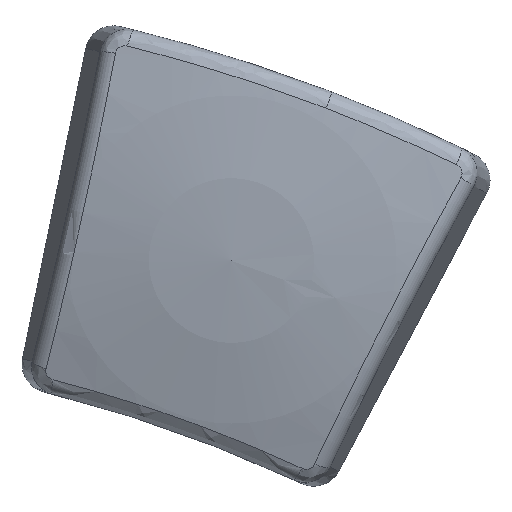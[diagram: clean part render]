
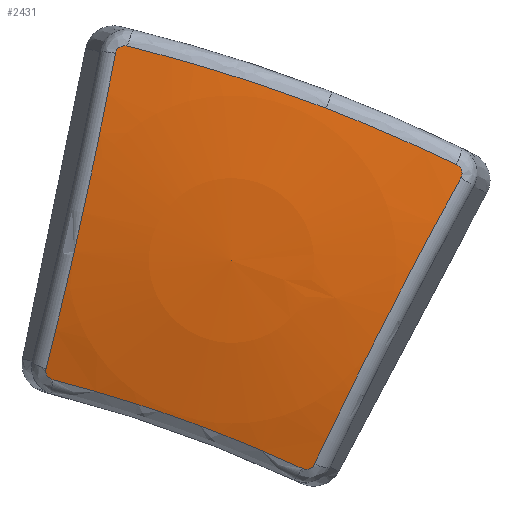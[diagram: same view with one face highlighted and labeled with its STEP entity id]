
A CAD part, top view. The second image highlights one B-rep face of the part: STEP entity #2431.
In plain terms, the highlighted spherical face has radius 52.511 mm.
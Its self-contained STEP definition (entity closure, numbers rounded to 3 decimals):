
#2285=CARTESIAN_POINT('',(96.718,-81.674,-44.056));
#2286=DIRECTION('',(-0.036,-0.098,0.995));
#2287=DIRECTION('',(0.94,-0.342,0.));
#2288=AXIS2_PLACEMENT_3D('',#2285,#2286,#2287);
#2289=SPHERICAL_SURFACE('',#2288,52.511);
#2290=CARTESIAN_POINT('',(94.839,-86.832,8.167));
#2291=VERTEX_POINT('',#2290);
#2292=CARTESIAN_POINT('',(103.146,-89.775,7.426));
#2293=VERTEX_POINT('',#2292);
#2294=CARTESIAN_POINT('',(96.718,-81.674,-44.056));
#2295=DIRECTION('',(0.34,0.934,0.105));
#2296=DIRECTION('',(0.94,-0.342,0.));
#2297=AXIS2_PLACEMENT_3D('',#2294,#2295,#2296);
#2298=CIRCLE('',#2297,52.511);
#2299=EDGE_CURVE('',#2291,#2293,#2298,.T.);
#2300=ORIENTED_EDGE('',*,*,#2299,.T.);
#2301=CARTESIAN_POINT('',(107.058,-82.419,7.421));
#2302=VERTEX_POINT('',#2301);
#2303=CARTESIAN_POINT('',(112.608,-90.123,-40.883));
#2304=DIRECTION('',(0.87,-0.462,0.174));
#2305=DIRECTION('',(-0.469,-0.883,0.));
#2306=AXIS2_PLACEMENT_3D('',#2303,#2304,#2305);
#2307=CIRCLE('',#2306,49.229);
#2308=EDGE_CURVE('',#2302,#2293,#2307,.T.);
#2309=ORIENTED_EDGE('',*,*,#2308,.F.);
#2310=CARTESIAN_POINT('',(106.813,-81.713,7.475));
#2311=VERTEX_POINT('',#2310);
#2312=CARTESIAN_POINT('',(106.813,-81.713,7.475));
#2313=CARTESIAN_POINT('',(106.937,-81.772,7.451));
#2314=CARTESIAN_POINT('',(107.039,-81.88,7.43));
#2315=CARTESIAN_POINT('',(107.088,-82.012,7.42));
#2316=CARTESIAN_POINT('',(107.112,-82.078,7.414));
#2317=CARTESIAN_POINT('',(107.122,-82.148,7.412));
#2318=CARTESIAN_POINT('',(107.117,-82.219,7.412));
#2319=CARTESIAN_POINT('',(107.112,-82.289,7.412));
#2320=CARTESIAN_POINT('',(107.092,-82.358,7.415));
#2321=CARTESIAN_POINT('',(107.058,-82.419,7.421));
#2322=B_SPLINE_CURVE_WITH_KNOTS('',3,(#2312,#2313,#2314,#2315,#2316,#2317,#2318,#2319,#2320,#2321),.UNSPECIFIED.,.F.,.F.,(4,3,3,4),(0.001,0.001,0.002,0.002),.UNSPECIFIED.);
#2323=EDGE_CURVE('',#2311,#2302,#2322,.T.);
#2324=ORIENTED_EDGE('',*,*,#2323,.F.);
#2325=CARTESIAN_POINT('',(99.879,-78.713,8.276));
#2326=VERTEX_POINT('',#2325);
#2327=CARTESIAN_POINT('',(99.879,-78.713,8.276));
#2328=CARTESIAN_POINT('',(102.23,-79.62,8.185));
#2329=CARTESIAN_POINT('',(104.543,-80.621,7.921));
#2330=CARTESIAN_POINT('',(106.813,-81.713,7.475));
#2331=B_SPLINE_CURVE_WITH_KNOTS('',3,(#2327,#2328,#2329,#2330),.UNSPECIFIED.,.F.,.F.,(4,4),(0.033,0.04),.UNSPECIFIED.);
#2332=EDGE_CURVE('',#2326,#2311,#2331,.T.);
#2333=ORIENTED_EDGE('',*,*,#2332,.F.);
#2334=CARTESIAN_POINT('',(89.309,-75.398,7.549));
#2335=VERTEX_POINT('',#2334);
#2336=CARTESIAN_POINT('',(89.309,-75.398,7.549));
#2337=CARTESIAN_POINT('',(91.101,-75.849,7.861));
#2338=CARTESIAN_POINT('',(92.88,-76.35,8.076));
#2339=CARTESIAN_POINT('',(94.641,-76.903,8.196));
#2340=CARTESIAN_POINT('',(96.403,-77.455,8.317));
#2341=CARTESIAN_POINT('',(98.149,-78.058,8.343));
#2342=CARTESIAN_POINT('',(99.879,-78.713,8.276));
#2343=B_SPLINE_CURVE_WITH_KNOTS('',3,(#2336,#2337,#2338,#2339,#2340,#2341,#2342),.UNSPECIFIED.,.F.,.F.,(4,3,4),(0.033,0.038,0.044),.UNSPECIFIED.);
#2344=EDGE_CURVE('',#2335,#2326,#2343,.T.);
#2345=ORIENTED_EDGE('',*,*,#2344,.F.);
#2346=CARTESIAN_POINT('',(88.67,-75.787,7.499));
#2347=VERTEX_POINT('',#2346);
#2348=CARTESIAN_POINT('',(88.67,-75.787,7.499));
#2349=CARTESIAN_POINT('',(88.682,-75.718,7.493));
#2350=CARTESIAN_POINT('',(88.711,-75.651,7.49));
#2351=CARTESIAN_POINT('',(88.752,-75.594,7.49));
#2352=CARTESIAN_POINT('',(88.792,-75.537,7.489));
#2353=CARTESIAN_POINT('',(88.845,-75.489,7.492));
#2354=CARTESIAN_POINT('',(88.906,-75.453,7.496));
#2355=CARTESIAN_POINT('',(88.966,-75.418,7.501));
#2356=CARTESIAN_POINT('',(89.033,-75.395,7.509));
#2357=CARTESIAN_POINT('',(89.103,-75.386,7.518));
#2358=CARTESIAN_POINT('',(89.172,-75.377,7.527));
#2359=CARTESIAN_POINT('',(89.242,-75.381,7.538));
#2360=CARTESIAN_POINT('',(89.309,-75.398,7.549));
#2361=B_SPLINE_CURVE_WITH_KNOTS('',3,(#2348,#2349,#2350,#2351,#2352,#2353,#2354,#2355,#2356,#2357,#2358,#2359,#2360),.UNSPECIFIED.,.F.,.F.,(4,3,3,3,4),(0.002,0.002,0.002,0.002,0.002),.UNSPECIFIED.);
#2362=EDGE_CURVE('',#2347,#2335,#2361,.T.);
#2363=ORIENTED_EDGE('',*,*,#2362,.F.);
#2364=CARTESIAN_POINT('',(84.977,-92.567,5.953));
#2365=VERTEX_POINT('',#2364);
#2366=CARTESIAN_POINT('',(79.467,-78.165,-40.952));
#2367=DIRECTION('',(-0.965,0.196,0.174));
#2368=DIRECTION('',(0.199,0.98,0.));
#2369=AXIS2_PLACEMENT_3D('',#2366,#2367,#2368);
#2370=CIRCLE('',#2369,49.375);
#2371=EDGE_CURVE('',#2365,#2347,#2370,.T.);
#2372=ORIENTED_EDGE('',*,*,#2371,.F.);
#2373=CARTESIAN_POINT('',(85.35,-93.162,5.906));
#2374=VERTEX_POINT('',#2373);
#2375=CARTESIAN_POINT('',(85.35,-93.162,5.906));
#2376=CARTESIAN_POINT('',(85.286,-93.146,5.895));
#2377=CARTESIAN_POINT('',(85.226,-93.118,5.887));
#2378=CARTESIAN_POINT('',(85.172,-93.081,5.884));
#2379=CARTESIAN_POINT('',(85.119,-93.043,5.88));
#2380=CARTESIAN_POINT('',(85.072,-92.994,5.88));
#2381=CARTESIAN_POINT('',(85.037,-92.939,5.884));
#2382=CARTESIAN_POINT('',(85.002,-92.884,5.889));
#2383=CARTESIAN_POINT('',(84.978,-92.821,5.897));
#2384=CARTESIAN_POINT('',(84.968,-92.758,5.909));
#2385=CARTESIAN_POINT('',(84.958,-92.694,5.921));
#2386=CARTESIAN_POINT('',(84.962,-92.629,5.936));
#2387=CARTESIAN_POINT('',(84.977,-92.567,5.953));
#2388=B_SPLINE_CURVE_WITH_KNOTS('',3,(#2375,#2376,#2377,#2378,#2379,#2380,#2381,#2382,#2383,#2384,#2385,#2386,#2387),.UNSPECIFIED.,.F.,.F.,(4,3,3,3,4),(0.,0.,0.,0.001,0.001),.UNSPECIFIED.);
#2389=EDGE_CURVE('',#2374,#2365,#2388,.T.);
#2390=ORIENTED_EDGE('',*,*,#2389,.F.);
#2391=CARTESIAN_POINT('',(98.601,-97.871,5.859));
#2392=VERTEX_POINT('',#2391);
#2393=CARTESIAN_POINT('',(98.601,-97.871,5.859));
#2394=CARTESIAN_POINT('',(96.464,-96.887,6.259));
#2395=CARTESIAN_POINT('',(94.292,-96.003,6.458));
#2396=CARTESIAN_POINT('',(92.083,-95.218,6.466));
#2397=CARTESIAN_POINT('',(89.875,-94.433,6.474));
#2398=CARTESIAN_POINT('',(87.63,-93.747,6.29));
#2399=CARTESIAN_POINT('',(85.35,-93.162,5.906));
#2400=B_SPLINE_CURVE_WITH_KNOTS('',3,(#2393,#2394,#2395,#2396,#2397,#2398,#2399),.UNSPECIFIED.,.F.,.F.,(4,3,4),(0.,0.007,0.014),.UNSPECIFIED.);
#2401=EDGE_CURVE('',#2392,#2374,#2400,.T.);
#2402=ORIENTED_EDGE('',*,*,#2401,.F.);
#2403=CARTESIAN_POINT('',(99.264,-97.648,5.902));
#2404=VERTEX_POINT('',#2403);
#2405=CARTESIAN_POINT('',(99.264,-97.648,5.902));
#2406=CARTESIAN_POINT('',(99.237,-97.705,5.884));
#2407=CARTESIAN_POINT('',(99.198,-97.758,5.87));
#2408=CARTESIAN_POINT('',(99.15,-97.8,5.858));
#2409=CARTESIAN_POINT('',(99.102,-97.843,5.847));
#2410=CARTESIAN_POINT('',(99.044,-97.876,5.839));
#2411=CARTESIAN_POINT('',(98.982,-97.897,5.835));
#2412=CARTESIAN_POINT('',(98.92,-97.917,5.831));
#2413=CARTESIAN_POINT('',(98.854,-97.925,5.831));
#2414=CARTESIAN_POINT('',(98.788,-97.92,5.836));
#2415=CARTESIAN_POINT('',(98.723,-97.915,5.84));
#2416=CARTESIAN_POINT('',(98.66,-97.899,5.848));
#2417=CARTESIAN_POINT('',(98.601,-97.871,5.859));
#2418=B_SPLINE_CURVE_WITH_KNOTS('',3,(#2405,#2406,#2407,#2408,#2409,#2410,#2411,#2412,#2413,#2414,#2415,#2416,#2417),.UNSPECIFIED.,.F.,.F.,(4,3,3,3,4),(0.,0.,0.,0.001,0.001),.UNSPECIFIED.);
#2419=EDGE_CURVE('',#2404,#2392,#2418,.T.);
#2420=ORIENTED_EDGE('',*,*,#2419,.F.);
#2421=CARTESIAN_POINT('',(112.608,-90.123,-40.883));
#2422=DIRECTION('',(0.87,-0.462,0.174));
#2423=DIRECTION('',(-0.469,-0.883,0.));
#2424=AXIS2_PLACEMENT_3D('',#2421,#2422,#2423);
#2425=CIRCLE('',#2424,49.229);
#2426=EDGE_CURVE('',#2293,#2404,#2425,.T.);
#2427=ORIENTED_EDGE('',*,*,#2426,.F.);
#2428=ORIENTED_EDGE('',*,*,#2299,.F.);
#2429=EDGE_LOOP('',(#2300,#2309,#2324,#2333,#2345,#2363,#2372,#2390,#2402,#2420,#2427,#2428));
#2430=FACE_BOUND('',#2429,.T.);
#2431=ADVANCED_FACE('',(#2430),#2289,.T.);
